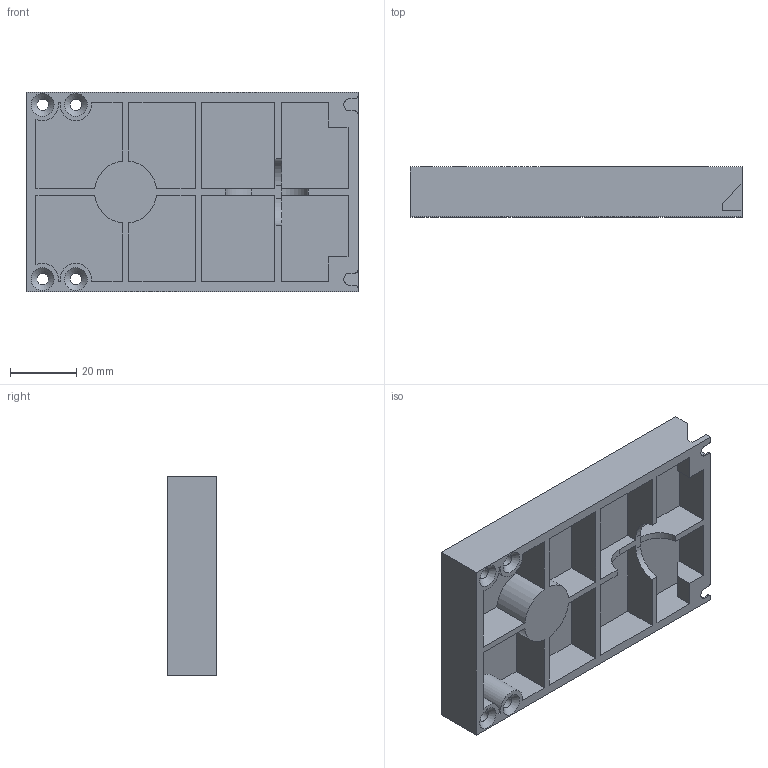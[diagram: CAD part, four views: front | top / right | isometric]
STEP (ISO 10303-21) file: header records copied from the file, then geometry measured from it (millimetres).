
FILE_DESCRIPTION(/* description */ ('Alibre Inc.'),/* implementation_level */ '2;1');
FILE_NAME(/* name */ 'export0',/* time_stamp */ '2015-07-11T14:27:12+12:00',/* author */ (''),/* organization */ (''),/* preprocessor_version */ 'ST-DEVELOPER v14',/* originating_system */ 'Alibre',/* authorisation */ '');
FILE_SCHEMA (('CONFIG_CONTROL_DESIGN'));
Length unit declared in the file: centimetre
Products named in the file (3): ID_1
Bounding box: 100 x 15 x 60 mm (x, y, z)
Volume: 38145.5 mm3; surface area: 27151 mm2
Topology: 2 solids, 2 shells, 119 faces, 314 edges, 207 vertices
Faces by surface type: plane 86, cylinder 24, cone 6, torus 3
Full cylindrical faces by diameter (mm): 3.5 x4, 12.7 x2
Entity records: 3627 total; most frequent: ORIENTED_EDGE 594, CARTESIAN_POINT 588, DIRECTION 469, EDGE_CURVE 297, VECTOR 225, LINE 225, VERTEX_POINT 203, AXIS2_PLACEMENT_3D 160
